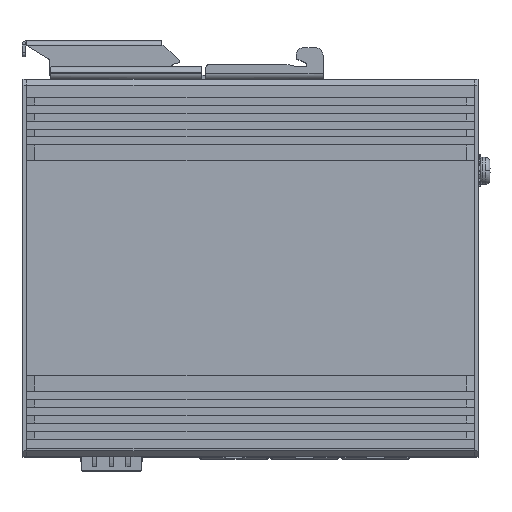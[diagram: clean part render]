
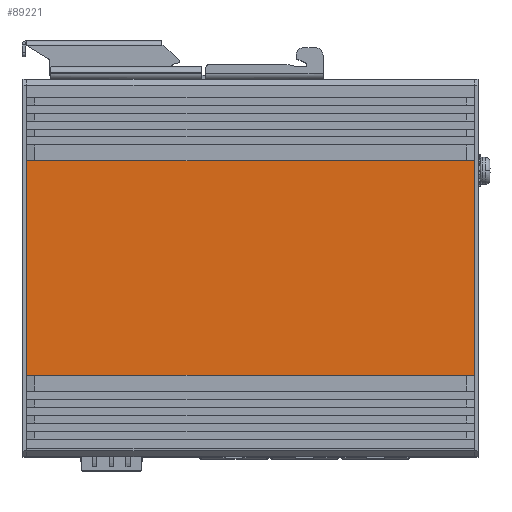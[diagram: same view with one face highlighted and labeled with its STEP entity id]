
A CAD part, top view. The second image highlights one B-rep face of the part: STEP entity #89221.
In plain terms, the highlighted face is planar.
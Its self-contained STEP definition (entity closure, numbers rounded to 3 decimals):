
#88143=DIRECTION('',(0.,0.,-1.));
#88144=VECTOR('',#88143,112.5);
#88145=CARTESIAN_POINT('',(0.,-74.5,112.5));
#88146=LINE('',#88145,#88144);
#88147=DIRECTION('',(0.,1.,0.));
#88148=VECTOR('',#88147,54.);
#88149=CARTESIAN_POINT('',(0.,-74.5,0.));
#88150=LINE('',#88149,#88148);
#88155=DIRECTION('',(0.,0.,-1.));
#88156=VECTOR('',#88155,112.5);
#88157=CARTESIAN_POINT('',(0.,-20.5,112.5));
#88158=LINE('',#88157,#88156);
#88507=DIRECTION('',(0.,1.,0.));
#88508=VECTOR('',#88507,54.);
#88509=CARTESIAN_POINT('',(0.,-74.5,112.5));
#88510=LINE('',#88509,#88508);
#88595=CARTESIAN_POINT('',(0.,-20.5,0.));
#88596=VERTEX_POINT('',#88595);
#88597=CARTESIAN_POINT('',(0.,-74.5,0.));
#88598=VERTEX_POINT('',#88597);
#88631=CARTESIAN_POINT('',(0.,-74.5,112.5));
#88632=VERTEX_POINT('',#88631);
#88633=CARTESIAN_POINT('',(0.,-20.5,112.5));
#88634=VERTEX_POINT('',#88633);
#89208=CARTESIAN_POINT('',(0.,0.,0.));
#89209=DIRECTION('',(-1.,0.,0.));
#89210=DIRECTION('',(0.,-1.,0.));
#89211=AXIS2_PLACEMENT_3D('',#89208,#89209,#89210);
#89212=PLANE('',#89211);
#89213=ORIENTED_EDGE('',*,*,#89203,.T.);
#89214=ORIENTED_EDGE('',*,*,#88820,.T.);
#89216=ORIENTED_EDGE('',*,*,#89215,.F.);
#89218=ORIENTED_EDGE('',*,*,#89217,.F.);
#89219=EDGE_LOOP('',(#89213,#89214,#89216,#89218));
#89220=FACE_OUTER_BOUND('',#89219,.F.);
#88820=EDGE_CURVE('',#88598,#88596,#88150,.T.);
#89203=EDGE_CURVE('',#88632,#88598,#88146,.T.);
#89215=EDGE_CURVE('',#88634,#88596,#88158,.T.);
#89217=EDGE_CURVE('',#88632,#88634,#88510,.T.);
#89221=ADVANCED_FACE('',(#89220),#89212,.T.);
